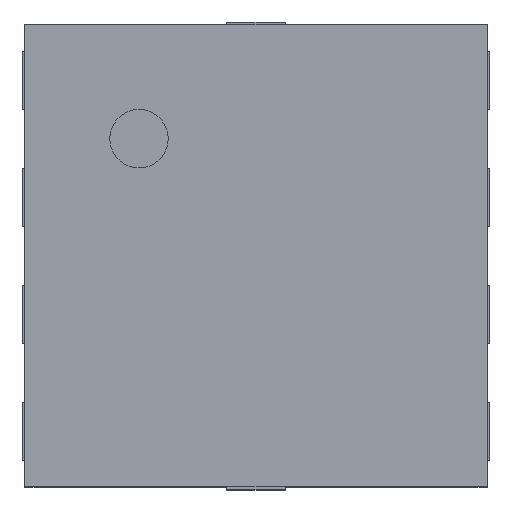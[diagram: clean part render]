
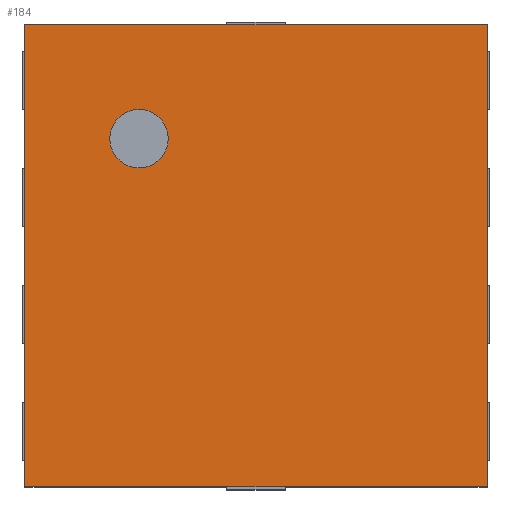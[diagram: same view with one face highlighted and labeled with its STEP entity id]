
A CAD part, top view. The second image highlights one B-rep face of the part: STEP entity #184.
In plain terms, the highlighted planar face has unit normal (0, 0, 1).
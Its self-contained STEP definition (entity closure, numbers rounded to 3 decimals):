
#116 = EDGE_CURVE('',#117,#119,#121,.T.);
#117 = VERTEX_POINT('',#118);
#118 = CARTESIAN_POINT('',(-0.988,0.988,0.75));
#119 = VERTEX_POINT('',#120);
#120 = CARTESIAN_POINT('',(0.988,0.988,0.75));
#121 = LINE('',#122,#123);
#122 = CARTESIAN_POINT('',(-0.988,0.988,0.75));
#123 = VECTOR('',#124,1.);
#124 = DIRECTION('',(1.,0.,0.));
#184 = ADVANCED_FACE('',(#185),#210,.T.);
#185 = FACE_BOUND('',#186,.T.);
#186 = EDGE_LOOP('',(#187,#188,#196,#204));
#187 = ORIENTED_EDGE('',*,*,#116,.F.);
#188 = ORIENTED_EDGE('',*,*,#189,.T.);
#189 = EDGE_CURVE('',#117,#190,#192,.T.);
#190 = VERTEX_POINT('',#191);
#191 = CARTESIAN_POINT('',(-0.988,-0.988,0.75));
#192 = LINE('',#193,#194);
#193 = CARTESIAN_POINT('',(-0.988,0.988,0.75));
#194 = VECTOR('',#195,1.);
#195 = DIRECTION('',(0.,-1.,0.));
#196 = ORIENTED_EDGE('',*,*,#197,.T.);
#197 = EDGE_CURVE('',#190,#198,#200,.T.);
#198 = VERTEX_POINT('',#199);
#199 = CARTESIAN_POINT('',(0.988,-0.988,0.75));
#200 = LINE('',#201,#202);
#201 = CARTESIAN_POINT('',(-0.988,-0.988,0.75));
#202 = VECTOR('',#203,1.);
#203 = DIRECTION('',(1.,0.,0.));
#204 = ORIENTED_EDGE('',*,*,#205,.F.);
#205 = EDGE_CURVE('',#119,#198,#206,.T.);
#206 = LINE('',#207,#208);
#207 = CARTESIAN_POINT('',(0.988,0.988,0.75));
#208 = VECTOR('',#209,1.);
#209 = DIRECTION('',(0.,-1.,0.));
#210 = PLANE('',#211);
#211 = AXIS2_PLACEMENT_3D('',#212,#213,#214);
#212 = CARTESIAN_POINT('',(-0.988,0.988,0.75));
#213 = DIRECTION('',(0.,0.,1.));
#214 = DIRECTION('',(0.,-1.,0.));
